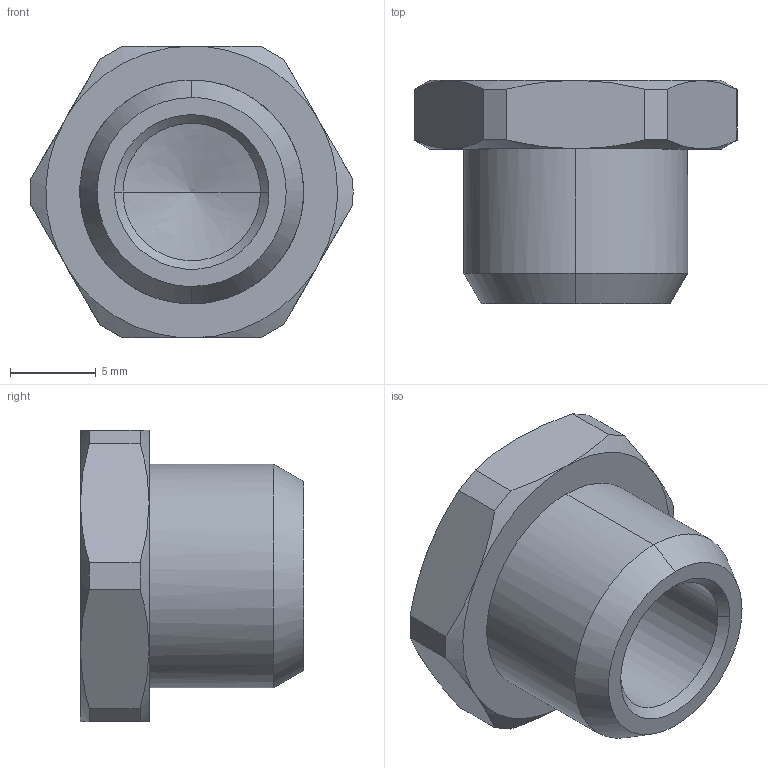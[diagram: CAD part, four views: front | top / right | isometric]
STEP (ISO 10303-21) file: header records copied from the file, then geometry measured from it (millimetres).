
FILE_DESCRIPTION (( 'STEP AP214' ), '1' );
FILE_NAME ('DRF.STOP02_IC_MZ.STEP', '2018-09-05T07:12:18', ( '' ), ( '' ), 'SwSTEP 2.0', 'SolidWorks 2018', '' );
FILE_SCHEMA (( 'AUTOMOTIVE_DESIGN' ));
Length unit declared in the file: millimetre
Products named in the file (1): DRF.STOP02_IC_MZ
Bounding box: 18.77 x 13 x 17 mm (x, y, z)
Volume: 1678.7 mm3; surface area: 1262.6 mm2
Topology: 1 solids, 1 shells, 38 faces, 87 edges, 51 vertices
Faces by surface type: bspline 38
Entity records: 1525 total; most frequent: CARTESIAN_POINT 987, ORIENTED_EDGE 170, EDGE_CURVE 85, B_SPLINE_CURVE_WITH_KNOTS 64, VERTEX_POINT 51, EDGE_LOOP 40, FACE_OUTER_BOUND 38, ADVANCED_FACE 38
